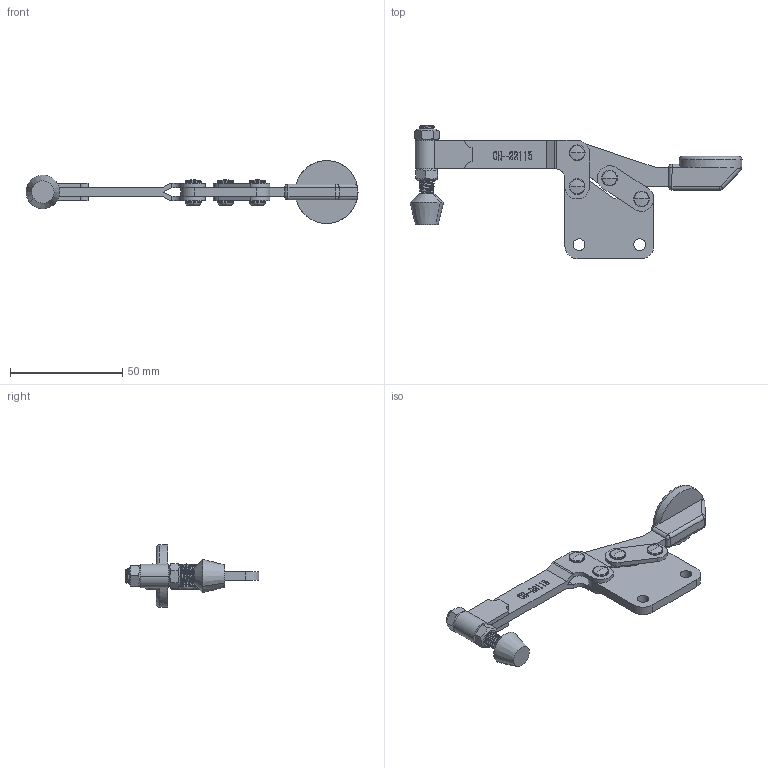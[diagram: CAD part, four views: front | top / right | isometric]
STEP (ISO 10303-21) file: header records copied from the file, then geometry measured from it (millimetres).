
FILE_DESCRIPTION (( 'STEP AP203' ), '1' );
FILE_NAME ('CH-22115.STEP', '2017-11-14T07:09:38', ( 'Windows' ), ( 'Microsoft' ), 'SwSTEP 2.0', 'SolidWorks 2015', '' );
FILE_SCHEMA (( 'CONFIG_CONTROL_DESIGN' ));
Length unit declared in the file: millimetre
Products named in the file (9): 22115-05; 22115-06; 揤參; CH-22115; 22115-01; 14134; 14134-02; 22115-03; 22115-04
Assembly tree (13 placements, depth 2):
  CH-22115
    22115-01
    14134
    14134-02  x2
    22115-03
    22115-04  x2
    22115-05  x4
    22115-06
    揤參
Bounding box: 148.01 x 59.63 x 28 mm (x, y, z)
Volume: 21788.7 mm3; surface area: 17404 mm2
Topology: 13 solids, 15 shells, 596 faces, 1686 edges, 1142 vertices
Faces by surface type: plane 238, cylinder 183, bspline 94, torus 36, cone 33, sphere 12
Entity records: 24816 total; most frequent: CARTESIAN_POINT 11538, ORIENTED_EDGE 2876, DIRECTION 2068, EDGE_CURVE 1438, VERTEX_POINT 992, VECTOR 816, LINE 816, AXIS2_PLACEMENT_3D 626
